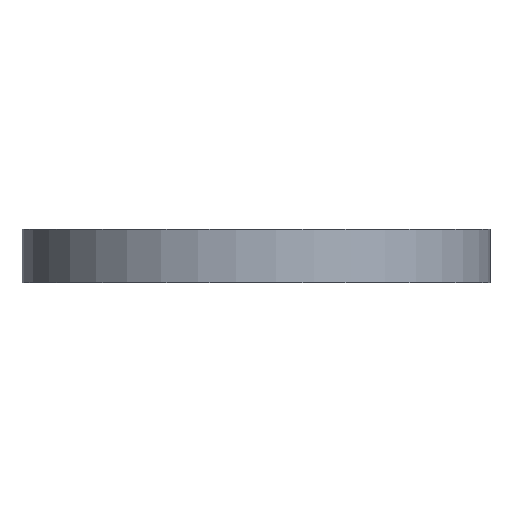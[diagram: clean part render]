
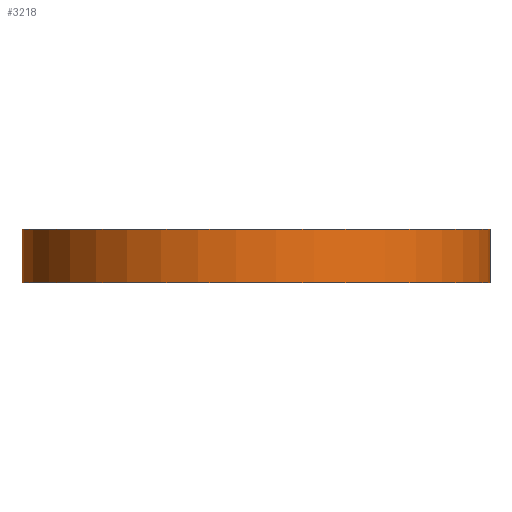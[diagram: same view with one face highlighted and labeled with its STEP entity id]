
A CAD part, left-side view. The second image highlights one B-rep face of the part: STEP entity #3218.
In plain terms, the highlighted cylindrical face has radius 304.8 mm (diameter 609.6 mm), a partial arc.
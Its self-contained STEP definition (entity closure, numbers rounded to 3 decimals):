
#388=FACE_OUTER_BOUND('',#649,.T.);
#649=EDGE_LOOP('',(#2340,#2341,#2342,#2343));
#886=LINE('',#5351,#986);
#887=LINE('',#5355,#987);
#986=VECTOR('',#4245,25.4);
#987=VECTOR('',#4248,25.4);
#1108=CIRCLE('',#3580,304.8);
#1109=CIRCLE('',#3582,304.8);
#1435=VERTEX_POINT('',#5349);
#1436=VERTEX_POINT('',#5350);
#1437=VERTEX_POINT('',#5352);
#1438=VERTEX_POINT('',#5354);
#1825=EDGE_CURVE('',#1435,#1436,#886,.T.);
#1827=EDGE_CURVE('',#1438,#1437,#887,.T.);
#1829=EDGE_CURVE('',#1438,#1436,#1108,.T.);
#1830=EDGE_CURVE('',#1435,#1437,#1109,.T.);
#2340=ORIENTED_EDGE('',*,*,#1825,.T.);
#2341=ORIENTED_EDGE('',*,*,#1829,.F.);
#2342=ORIENTED_EDGE('',*,*,#1827,.T.);
#2343=ORIENTED_EDGE('',*,*,#1830,.F.);
#3043=CYLINDRICAL_SURFACE('',#3581,304.8);
#3218=ADVANCED_FACE('',(#388),#3043,.T.);
#3580=AXIS2_PLACEMENT_3D('',#5358,#4253,#4254);
#3581=AXIS2_PLACEMENT_3D('',#5359,#4255,#4256);
#3582=AXIS2_PLACEMENT_3D('',#5360,#4257,#4258);
#4245=DIRECTION('',(0.,0.,1.));
#4248=DIRECTION('',(0.,0.,-1.));
#4253=DIRECTION('center_axis',(0.,0.,1.));
#4254=DIRECTION('ref_axis',(0.,1.,0.));
#4255=DIRECTION('center_axis',(0.,0.,1.));
#4256=DIRECTION('ref_axis',(-1.,0.,0.));
#4257=DIRECTION('center_axis',(0.,0.,-1.));
#4258=DIRECTION('ref_axis',(0.,1.,0.));
#5349=CARTESIAN_POINT('',(-178.675,-180.186,0.));
#5350=CARTESIAN_POINT('',(-178.675,-180.186,69.85));
#5351=CARTESIAN_POINT('',(-178.675,-180.186,34.925));
#5352=CARTESIAN_POINT('',(-178.675,391.364,0.));
#5354=CARTESIAN_POINT('',(-178.675,391.364,69.85));
#5355=CARTESIAN_POINT('',(-178.675,391.364,34.925));
#5358=CARTESIAN_POINT('Origin',(-284.673,105.589,69.85));
#5359=CARTESIAN_POINT('Origin',(-284.673,105.589,34.925));
#5360=CARTESIAN_POINT('Origin',(-284.673,105.589,0.));
